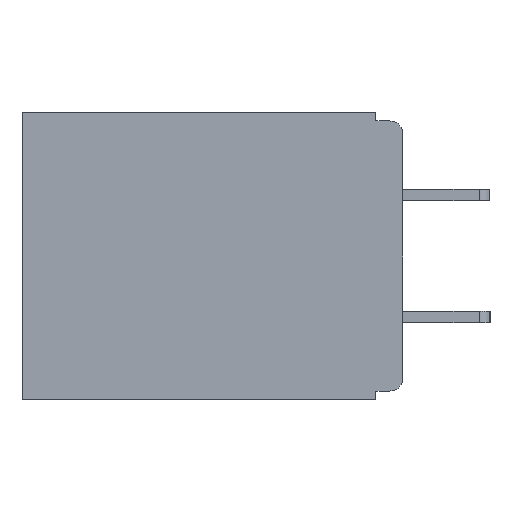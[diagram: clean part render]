
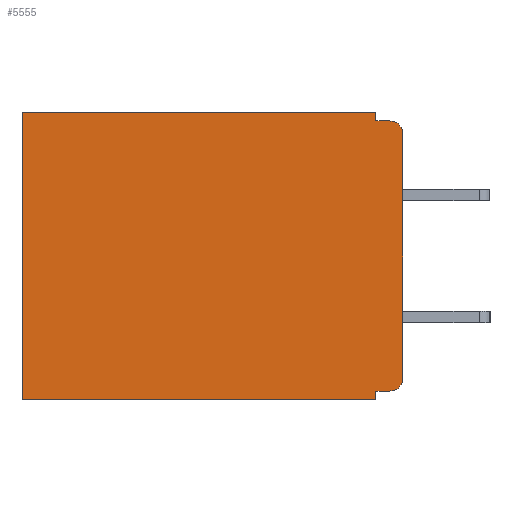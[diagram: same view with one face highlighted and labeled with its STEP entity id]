
A CAD part, left-side view. The second image highlights one B-rep face of the part: STEP entity #5555.
In plain terms, the highlighted planar face has unit normal (-1, 0, 0).
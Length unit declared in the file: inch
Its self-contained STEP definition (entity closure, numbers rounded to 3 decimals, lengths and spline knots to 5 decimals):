
#362 = DIRECTION ( 'NONE',  ( -1., 0., 0. ) ) ;
#495 = CARTESIAN_POINT ( 'NONE',  ( 0.3, 0.031, -0.01 ) ) ;
#611 = CARTESIAN_POINT ( 'NONE',  ( 0.3, 0.031, -0.33 ) ) ;
#1069 = DIRECTION ( 'NONE',  ( 0., 0., -1. ) ) ;
#1098 = ORIENTED_EDGE ( 'NONE', *, *, #11632, .T. ) ;
#2182 = FACE_OUTER_BOUND ( 'NONE', #5760, .T. ) ;
#2282 = CARTESIAN_POINT ( 'NONE',  ( 0.3, 0., -0.33 ) ) ;
#2483 = LINE ( 'NONE', #13087, #13081 ) ;
#2541 = ORIENTED_EDGE ( 'NONE', *, *, #15283, .T. ) ;
#3110 = VECTOR ( 'NONE', #7821, 39.37008 ) ;
#3384 = EDGE_CURVE ( 'NONE', #6773, #11076, #12473, .T. ) ;
#3508 = ORIENTED_EDGE ( 'NONE', *, *, #10773, .F. ) ;
#3593 = LINE ( 'NONE', #4774, #3110 ) ;
#3708 = EDGE_CURVE ( 'NONE', #7900, #18938, #14718, .T. ) ;
#3784 = VECTOR ( 'NONE', #11902, 39.37008 ) ;
#3873 = CIRCLE ( 'NONE', #16428, 0.015 ) ;
#4268 = LINE ( 'NONE', #4309, #3784 ) ;
#4309 = CARTESIAN_POINT ( 'NONE',  ( 0.3, 0., -0.01 ) ) ;
#4698 = CARTESIAN_POINT ( 'NONE',  ( 0.3, 0., -0.305 ) ) ;
#4774 = CARTESIAN_POINT ( 'NONE',  ( 0.3, 0.437, -0.33 ) ) ;
#5052 = CARTESIAN_POINT ( 'NONE',  ( 0.3, 0., -0.025 ) ) ;
#5515 = LINE ( 'NONE', #12606, #6908 ) ;
#5555 = ADVANCED_FACE ( 'NONE', ( #2182 ), #12893, .F. ) ;
#5760 = EDGE_LOOP ( 'NONE', ( #9271, #2541, #16968, #6219, #1098, #12238, #10247, #8496, #3508, #15024 ) ) ;
#5998 = CARTESIAN_POINT ( 'NONE',  ( 0.3, 0.031, 0. ) ) ;
#6219 = ORIENTED_EDGE ( 'NONE', *, *, #10552, .F. ) ;
#6740 = VERTEX_POINT ( 'NONE', #5998 ) ;
#6773 = VERTEX_POINT ( 'NONE', #5052 ) ;
#6801 = VERTEX_POINT ( 'NONE', #10736 ) ;
#6908 = VECTOR ( 'NONE', #8991, 39.37008 ) ;
#7091 = LINE ( 'NONE', #10645, #18797 ) ;
#7398 = EDGE_CURVE ( 'NONE', #6801, #7900, #5515, .T. ) ;
#7821 = DIRECTION ( 'NONE',  ( 0., 0., -1. ) ) ;
#7900 = VERTEX_POINT ( 'NONE', #611 ) ;
#8092 = CARTESIAN_POINT ( 'NONE',  ( 0.3, 0.015, -0.305 ) ) ;
#8163 = EDGE_CURVE ( 'NONE', #9004, #15238, #4268, .T. ) ;
#8216 = AXIS2_PLACEMENT_3D ( 'NONE', #8092, #18327, #9592 ) ;
#8450 = EDGE_CURVE ( 'NONE', #15807, #11076, #14526, .T. ) ;
#8496 = ORIENTED_EDGE ( 'NONE', *, *, #7398, .F. ) ;
#8499 = VECTOR ( 'NONE', #1069, 39.37008 ) ;
#8991 = DIRECTION ( 'NONE',  ( 0., 0., -1. ) ) ;
#9004 = VERTEX_POINT ( 'NONE', #495 ) ;
#9271 = ORIENTED_EDGE ( 'NONE', *, *, #3384, .F. ) ;
#9376 = VECTOR ( 'NONE', #16935, 39.37008 ) ;
#9509 = CARTESIAN_POINT ( 'NONE',  ( 0.3, 0.015, -0.025 ) ) ;
#9592 = DIRECTION ( 'NONE',  ( 0., 0., -1. ) ) ;
#9771 = CARTESIAN_POINT ( 'NONE',  ( 0.3, 0.437, -0.33 ) ) ;
#9857 = VERTEX_POINT ( 'NONE', #15863 ) ;
#10247 = ORIENTED_EDGE ( 'NONE', *, *, #3708, .F. ) ;
#10552 = EDGE_CURVE ( 'NONE', #6740, #9004, #17601, .T. ) ;
#10645 = CARTESIAN_POINT ( 'NONE',  ( 0.3, 0., 0. ) ) ;
#10736 = CARTESIAN_POINT ( 'NONE',  ( 0.3, 0.031, -0.32 ) ) ;
#10773 = EDGE_CURVE ( 'NONE', #15807, #6801, #2483, .T. ) ;
#10926 = CARTESIAN_POINT ( 'NONE',  ( 0.3, 0.015, -0.01 ) ) ;
#11054 = DIRECTION ( 'NONE',  ( 0., 0., -1. ) ) ;
#11076 = VERTEX_POINT ( 'NONE', #4698 ) ;
#11632 = EDGE_CURVE ( 'NONE', #6740, #9857, #7091, .T. ) ;
#11902 = DIRECTION ( 'NONE',  ( 0., -1., 0. ) ) ;
#12100 = DIRECTION ( 'NONE',  ( 0., 1., 0. ) ) ;
#12238 = ORIENTED_EDGE ( 'NONE', *, *, #16346, .T. ) ;
#12368 = CARTESIAN_POINT ( 'NONE',  ( 0.3, 0., -0.33 ) ) ;
#12473 = LINE ( 'NONE', #2282, #8499 ) ;
#12606 = CARTESIAN_POINT ( 'NONE',  ( 0.3, 0.031, -0.33 ) ) ;
#12893 = PLANE ( 'NONE',  #15590 ) ;
#13081 = VECTOR ( 'NONE', #14533, 39.37008 ) ;
#13087 = CARTESIAN_POINT ( 'NONE',  ( 0.3, 0., -0.32 ) ) ;
#13154 = DIRECTION ( 'NONE',  ( 0., 0., -1. ) ) ;
#13195 = DIRECTION ( 'NONE',  ( 1., 0., 0. ) ) ;
#14010 = CARTESIAN_POINT ( 'NONE',  ( 0.3, 0.015, -0.32 ) ) ;
#14526 = CIRCLE ( 'NONE', #8216, 0.015 ) ;
#14533 = DIRECTION ( 'NONE',  ( 0., 1., 0. ) ) ;
#14718 = LINE ( 'NONE', #19239, #18095 ) ;
#15024 = ORIENTED_EDGE ( 'NONE', *, *, #8450, .T. ) ;
#15238 = VERTEX_POINT ( 'NONE', #10926 ) ;
#15283 = EDGE_CURVE ( 'NONE', #6773, #15238, #3873, .T. ) ;
#15479 = CARTESIAN_POINT ( 'NONE',  ( 0.3, 0.031, 0. ) ) ;
#15590 = AXIS2_PLACEMENT_3D ( 'NONE', #12368, #13195, #13154 ) ;
#15807 = VERTEX_POINT ( 'NONE', #14010 ) ;
#15863 = CARTESIAN_POINT ( 'NONE',  ( 0.3, 0.437, 0. ) ) ;
#16346 = EDGE_CURVE ( 'NONE', #9857, #18938, #3593, .T. ) ;
#16428 = AXIS2_PLACEMENT_3D ( 'NONE', #9509, #362, #11054 ) ;
#16935 = DIRECTION ( 'NONE',  ( 0., 0., -1. ) ) ;
#16968 = ORIENTED_EDGE ( 'NONE', *, *, #8163, .F. ) ;
#17601 = LINE ( 'NONE', #15479, #9376 ) ;
#18095 = VECTOR ( 'NONE', #18890, 39.37008 ) ;
#18327 = DIRECTION ( 'NONE',  ( -1., 0., 0. ) ) ;
#18797 = VECTOR ( 'NONE', #12100, 39.37008 ) ;
#18890 = DIRECTION ( 'NONE',  ( 0., 1., 0. ) ) ;
#18938 = VERTEX_POINT ( 'NONE', #9771 ) ;
#19239 = CARTESIAN_POINT ( 'NONE',  ( 0.3, 0., -0.33 ) ) ;
